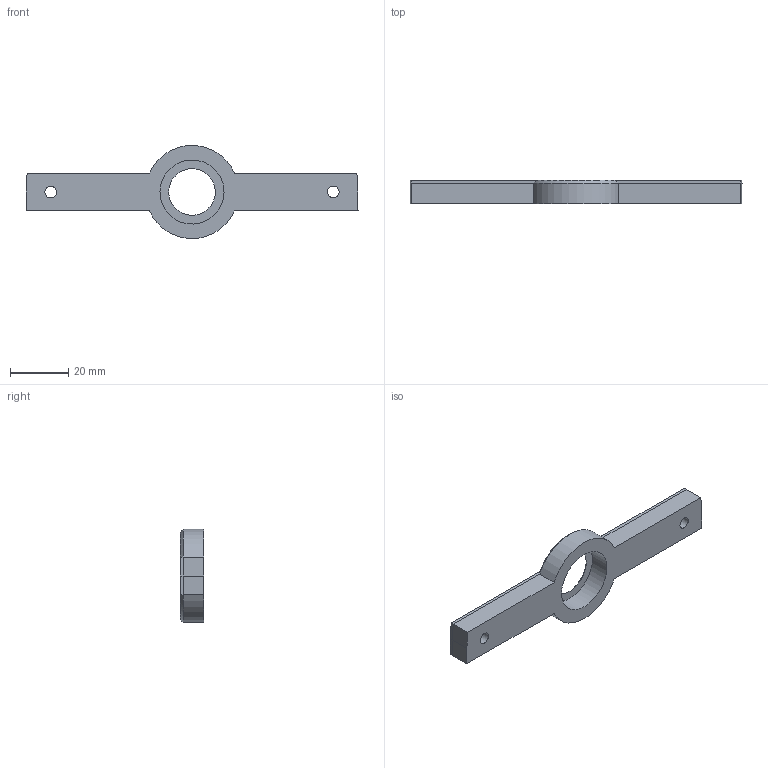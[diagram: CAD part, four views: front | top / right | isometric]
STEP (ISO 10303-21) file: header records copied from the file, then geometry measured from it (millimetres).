
FILE_DESCRIPTION(/* description */ (''),/* implementation_level */ '2;1');
FILE_NAME(/* name */ 'Discus_Mount_Bearing_Holder_Back',/* time_stamp */ '2022-02-20T23:11:48+01:00',/* author */ (''),/* organization */ (''),/* preprocessor_version */ 'ST-DEVELOPER v16.5',/* originating_system */ 'Rhino 7.15',/* authorisation */ '');
FILE_SCHEMA (('CONFIG_CONTROL_DESIGN'));
Length unit declared in the file: millimetre
Products named in the file (1): Document
Bounding box: 114 x 8 x 32 mm (x, y, z)
Volume: 11918.9 mm3; surface area: 6122.5 mm2
Topology: 1 solids, 1 shells, 29 faces, 66 edges, 40 vertices
Faces by surface type: plane 11, bspline 11, cylinder 7
Full cylindrical faces by diameter (mm): 4 x4, 22 x1
Entity records: 960 total; most frequent: CARTESIAN_POINT 450, ORIENTED_EDGE 132, EDGE_CURVE 66, VERTEX_POINT 40, EDGE_LOOP 36, ADVANCED_FACE 29, FACE_OUTER_BOUND 29, B_SPLINE_CURVE_WITH_KNOTS 25
